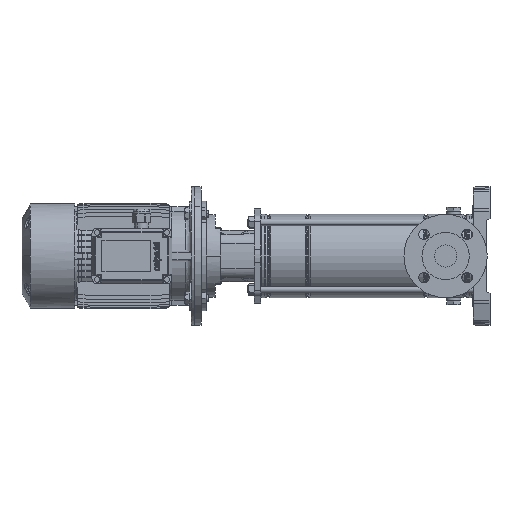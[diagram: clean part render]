
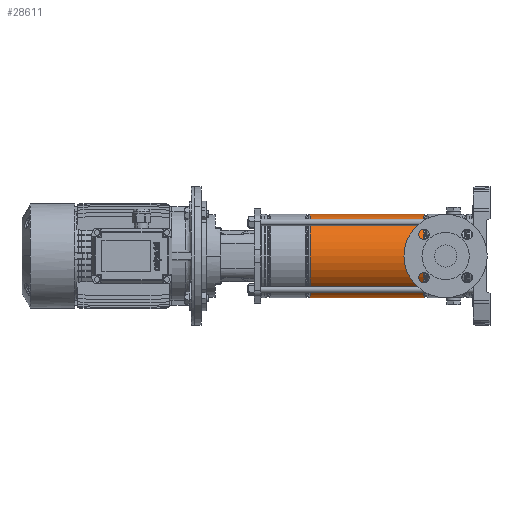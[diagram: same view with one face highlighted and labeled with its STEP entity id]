
A CAD part, left-side view. The second image highlights one B-rep face of the part: STEP entity #28611.
In plain terms, the highlighted cylindrical face has radius 74.9 mm (diameter 149.8 mm), a partial arc.
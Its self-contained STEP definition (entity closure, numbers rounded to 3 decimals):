
#583 = DIRECTION ( 'NONE',  ( 1., 0., 0. ) ) ;
#2737 = DIRECTION ( 'NONE',  ( 0., 0., -1. ) ) ;
#2745 = AXIS2_PLACEMENT_3D ( 'NONE', #58341, #6969, #583 ) ;
#5783 = CARTESIAN_POINT ( 'NONE',  ( -74.9, 0., 0. ) ) ;
#6656 = EDGE_CURVE ( 'NONE', #44880, #31673, #51149, .T. ) ;
#6969 = DIRECTION ( 'NONE',  ( 0., 0., 1. ) ) ;
#9627 = ORIENTED_EDGE ( 'NONE', *, *, #68590, .T. ) ;
#11615 = CIRCLE ( 'NONE', #15257, 74.9 ) ;
#15257 = AXIS2_PLACEMENT_3D ( 'NONE', #31612, #2737, #43970 ) ;
#15613 = DIRECTION ( 'NONE',  ( 0., 0., -1. ) ) ;
#17441 = DIRECTION ( 'NONE',  ( 0., 0., -1. ) ) ;
#24196 = VECTOR ( 'NONE', #17441, 1000. ) ;
#25759 = VERTEX_POINT ( 'NONE', #31444 ) ;
#27206 = FACE_OUTER_BOUND ( 'NONE', #38349, .T. ) ;
#28611 = ADVANCED_FACE ( 'NONE', ( #27206 ), #33590, .T. ) ;
#31444 = CARTESIAN_POINT ( 'NONE',  ( 74.9, 0., 291.721 ) ) ;
#31612 = CARTESIAN_POINT ( 'NONE',  ( 0., 0., 291.721 ) ) ;
#31673 = VERTEX_POINT ( 'NONE', #48956 ) ;
#32692 = CARTESIAN_POINT ( 'NONE',  ( 74.9, 0., 87.279 ) ) ;
#33590 = CYLINDRICAL_SURFACE ( 'NONE', #49060, 74.9 ) ;
#38004 = CARTESIAN_POINT ( 'NONE',  ( 74.9, 0., 0. ) ) ;
#38349 = EDGE_LOOP ( 'NONE', ( #73226, #9627, #72808, #47787 ) ) ;
#40077 = VECTOR ( 'NONE', #60905, 1000. ) ;
#43970 = DIRECTION ( 'NONE',  ( 1., 0., 0. ) ) ;
#44880 = VERTEX_POINT ( 'NONE', #67301 ) ;
#45576 = DIRECTION ( 'NONE',  ( -1., 0., 0. ) ) ;
#46452 = EDGE_CURVE ( 'NONE', #44880, #25759, #11615, .T. ) ;
#47787 = ORIENTED_EDGE ( 'NONE', *, *, #6656, .F. ) ;
#48956 = CARTESIAN_POINT ( 'NONE',  ( -74.9, 0., 87.279 ) ) ;
#49060 = AXIS2_PLACEMENT_3D ( 'NONE', #62089, #15613, #45576 ) ;
#51149 = LINE ( 'NONE', #5783, #24196 ) ;
#55619 = LINE ( 'NONE', #38004, #40077 ) ;
#55937 = EDGE_CURVE ( 'NONE', #71122, #31673, #73453, .T. ) ;
#58341 = CARTESIAN_POINT ( 'NONE',  ( 0., 0., 87.279 ) ) ;
#60905 = DIRECTION ( 'NONE',  ( 0., 0., -1. ) ) ;
#62089 = CARTESIAN_POINT ( 'NONE',  ( 0., 0., 0. ) ) ;
#67301 = CARTESIAN_POINT ( 'NONE',  ( -74.9, 0., 291.721 ) ) ;
#68590 = EDGE_CURVE ( 'NONE', #25759, #71122, #55619, .T. ) ;
#71122 = VERTEX_POINT ( 'NONE', #32692 ) ;
#72808 = ORIENTED_EDGE ( 'NONE', *, *, #55937, .T. ) ;
#73226 = ORIENTED_EDGE ( 'NONE', *, *, #46452, .T. ) ;
#73453 = CIRCLE ( 'NONE', #2745, 74.9 ) ;
